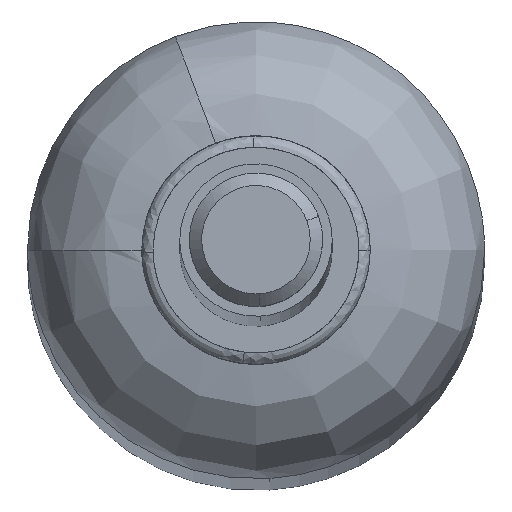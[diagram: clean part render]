
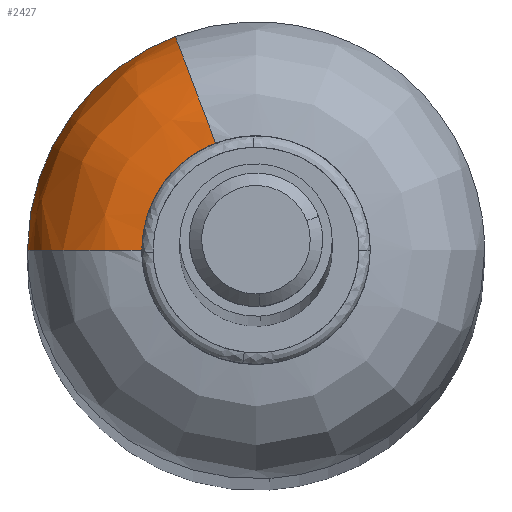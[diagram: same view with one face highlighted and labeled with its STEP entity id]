
A CAD part, top view. The second image highlights one B-rep face of the part: STEP entity #2427.
In plain terms, the highlighted free-form (B-spline) face has degree [2, 2] with [7, 3] control points.
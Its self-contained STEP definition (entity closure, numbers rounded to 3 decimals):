
#1762=CARTESIAN_POINT('',(-6.,0.0,-3.0));
#1763=VERTEX_POINT('',#1762);
#1777=CARTESIAN_POINT('',(-2.12,5.613,-3.0));
#1778=VERTEX_POINT('',#1777);
#1779=CARTESIAN_POINT('',(-6.,0.0,-3.0));
#1780=CARTESIAN_POINT('',(-6.,4.148,-3.0));
#1781=CARTESIAN_POINT('',(-2.12,5.613,-3.));
#1789=(BOUNDED_CURVE()B_SPLINE_CURVE(2,(#1779,#1780,#1781),.UNSPECIFIED.,.F.,.U.)B_SPLINE_CURVE_WITH_KNOTS((3,3),(0.0,0.19),.UNSPECIFIED.)CURVE()GEOMETRIC_REPRESENTATION_ITEM()RATIONAL_B_SPLINE_CURVE((1.0,0.777,0.893))REPRESENTATION_ITEM(''));
#1790=EDGE_CURVE('',#1763,#1778,#1789,.T.);
#2311=CARTESIAN_POINT('',(-1.06,2.807,0.));
#2312=VERTEX_POINT('',#2311);
#2330=CARTESIAN_POINT('',(-3.,0.0,0.));
#2331=VERTEX_POINT('',#2330);
#2347=CARTESIAN_POINT('',(-6.,0.0,-3.0));
#2348=CARTESIAN_POINT('',(-6.,0.0,0.));
#2349=CARTESIAN_POINT('',(-3.,0.0,0.));
#2357=(BOUNDED_CURVE()B_SPLINE_CURVE(2,(#2347,#2348,#2349),.UNSPECIFIED.,.F.,.U.)B_SPLINE_CURVE_WITH_KNOTS((3,3),(0.5,0.75),.UNSPECIFIED.)CURVE()GEOMETRIC_REPRESENTATION_ITEM()RATIONAL_B_SPLINE_CURVE((1.0,0.707,1.))REPRESENTATION_ITEM(''));
#2358=EDGE_CURVE('',#1763,#2331,#2357,.T.);
#2364=CARTESIAN_POINT('',(-2.12,5.613,-3.));
#2365=CARTESIAN_POINT('',(-2.12,5.613,0.));
#2366=CARTESIAN_POINT('',(-1.06,2.807,0.));
#2374=(BOUNDED_CURVE()B_SPLINE_CURVE(2,(#2364,#2365,#2366),.UNSPECIFIED.,.F.,.U.)B_SPLINE_CURVE_WITH_KNOTS((3,3),(0.5,0.75),.UNSPECIFIED.)CURVE()GEOMETRIC_REPRESENTATION_ITEM()RATIONAL_B_SPLINE_CURVE((0.893,0.632,0.893))REPRESENTATION_ITEM(''));
#2375=EDGE_CURVE('',#1778,#2312,#2374,.T.);
#2380=CARTESIAN_POINT('',(-5.992,0.0,-3.215));
#2381=CARTESIAN_POINT('',(-6.,0.0,-3.108));
#2382=CARTESIAN_POINT('',(-6.,0.0,-3.0));
#2383=CARTESIAN_POINT('',(-6.,0.0,0.));
#2384=CARTESIAN_POINT('',(-3.,0.0,0.));
#2385=CARTESIAN_POINT('',(-2.892,0.0,0.));
#2386=CARTESIAN_POINT('',(-2.785,0.0,-0.008));
#2387=CARTESIAN_POINT('',(-5.992,4.142,-3.215));
#2388=CARTESIAN_POINT('',(-6.,4.148,-3.108));
#2389=CARTESIAN_POINT('',(-6.,4.148,-3.));
#2390=CARTESIAN_POINT('',(-6.,4.148,0.));
#2391=CARTESIAN_POINT('',(-3.,2.074,0.));
#2392=CARTESIAN_POINT('',(-2.892,2.,0.));
#2393=CARTESIAN_POINT('',(-2.785,1.925,-0.008));
#2394=CARTESIAN_POINT('',(-2.117,5.606,-3.215));
#2395=CARTESIAN_POINT('',(-2.12,5.613,-3.108));
#2396=CARTESIAN_POINT('',(-2.12,5.613,-3.));
#2397=CARTESIAN_POINT('',(-2.12,5.613,0.));
#2398=CARTESIAN_POINT('',(-1.06,2.807,0.));
#2399=CARTESIAN_POINT('',(-1.022,2.706,0.));
#2400=CARTESIAN_POINT('',(-0.984,2.606,-0.008));
#2408=(BOUNDED_SURFACE()B_SPLINE_SURFACE(2,2,((#2380,#2387,#2394),(#2381,#2388,#2395),(#2382,#2389,#2396),(#2383,#2390,#2397),(#2384,#2391,#2398),(#2385,#2392,#2399),(#2386,#2393,#2400)),.UNSPECIFIED.,.F.,.F.,.U.)B_SPLINE_SURFACE_WITH_KNOTS((3,2,2,3),(3,3),(0.0,0.248,5.219,5.467),(0.0,7.481),.UNSPECIFIED.)GEOMETRIC_REPRESENTATION_ITEM()RATIONAL_B_SPLINE_SURFACE(((0.972,0.756,0.868),(0.985,0.766,0.88),(1.0,0.777,0.893),(0.707,0.55,0.632),(1.0,0.777,0.893),(0.985,0.766,0.88),(0.972,0.756,0.868)))REPRESENTATION_ITEM('')SURFACE());
#2409=CARTESIAN_POINT('',(-3.,0.0,0.));
#2410=CARTESIAN_POINT('',(-3.,2.074,0.));
#2411=CARTESIAN_POINT('',(-1.06,2.807,0.));
#2419=(BOUNDED_CURVE()B_SPLINE_CURVE(2,(#2409,#2410,#2411),.UNSPECIFIED.,.F.,.U.)B_SPLINE_CURVE_WITH_KNOTS((3,3),(0.0,0.19),.UNSPECIFIED.)CURVE()GEOMETRIC_REPRESENTATION_ITEM()RATIONAL_B_SPLINE_CURVE((1.0,0.777,0.893))REPRESENTATION_ITEM(''));
#2420=EDGE_CURVE('',#2331,#2312,#2419,.T.);
#2421=ORIENTED_EDGE('',*,*,#2420,.T.);
#2422=ORIENTED_EDGE('',*,*,#2375,.F.);
#2423=ORIENTED_EDGE('',*,*,#1790,.F.);
#2424=ORIENTED_EDGE('',*,*,#2358,.T.);
#2425=EDGE_LOOP('',(#2421,#2422,#2423,#2424));
#2426=FACE_OUTER_BOUND('',#2425,.T.);
#2427=ADVANCED_FACE('',(#2426),#2408,.T.);
